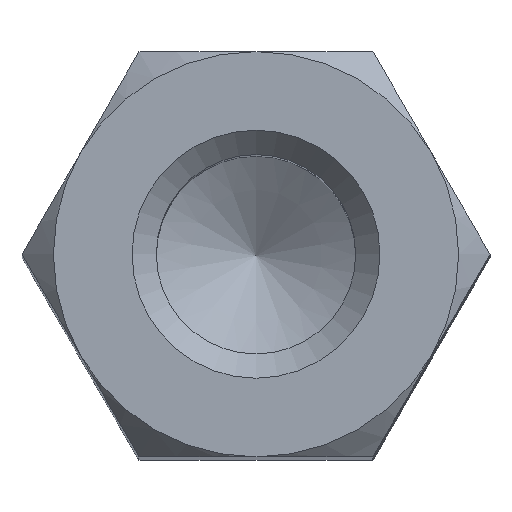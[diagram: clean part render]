
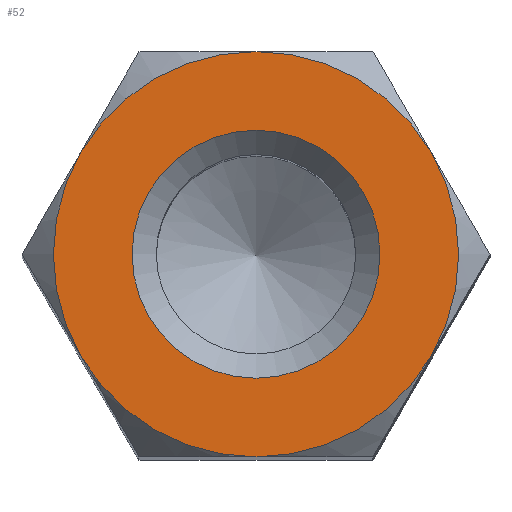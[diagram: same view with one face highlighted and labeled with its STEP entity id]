
A CAD part, top view. The second image highlights one B-rep face of the part: STEP entity #52.
In plain terms, the highlighted planar face has unit normal (0, 0, 1).
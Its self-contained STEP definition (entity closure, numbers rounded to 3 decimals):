
#52 = ADVANCED_FACE( '', ( #125, #126 ), #127, .T. );
#125 = FACE_BOUND( '', #226, .T. );
#126 = FACE_OUTER_BOUND( '', #227, .T. );
#127 = PLANE( '', #228 );
#226 = EDGE_LOOP( '', ( #321 ) );
#227 = EDGE_LOOP( '', ( #322, #323, #324, #325, #326, #327 ) );
#228 = AXIS2_PLACEMENT_3D( '', #328, #329, #330 );
#321 = ORIENTED_EDGE( '', *, *, #535, .T. );
#322 = ORIENTED_EDGE( '', *, *, #536, .F. );
#323 = ORIENTED_EDGE( '', *, *, #537, .F. );
#324 = ORIENTED_EDGE( '', *, *, #538, .F. );
#325 = ORIENTED_EDGE( '', *, *, #539, .T. );
#326 = ORIENTED_EDGE( '', *, *, #540, .F. );
#327 = ORIENTED_EDGE( '', *, *, #541, .F. );
#328 = CARTESIAN_POINT( '', ( 0., 0., 12.5 ) );
#329 = DIRECTION( '', ( 0., 0., 1. ) );
#330 = DIRECTION( '', ( 1., 0., 0. ) );
#535 = EDGE_CURVE( '', #615, #615, #616, .T. );
#536 = EDGE_CURVE( '', #617, #618, #619, .F. );
#537 = EDGE_CURVE( '', #620, #617, #621, .F. );
#538 = EDGE_CURVE( '', #622, #620, #623, .F. );
#539 = EDGE_CURVE( '', #622, #624, #625, .T. );
#540 = EDGE_CURVE( '', #626, #624, #627, .F. );
#541 = EDGE_CURVE( '', #618, #626, #628, .F. );
#615 = VERTEX_POINT( '', #725 );
#616 = CIRCLE( '', #726, 1.53 );
#617 = VERTEX_POINT( '', #727 );
#618 = VERTEX_POINT( '', #728 );
#619 = CIRCLE( '', #729, 2.5 );
#620 = VERTEX_POINT( '', #730 );
#621 = CIRCLE( '', #731, 2.5 );
#622 = VERTEX_POINT( '', #732 );
#623 = CIRCLE( '', #733, 2.5 );
#624 = VERTEX_POINT( '', #734 );
#625 = CIRCLE( '', #735, 2.5 );
#626 = VERTEX_POINT( '', #736 );
#627 = CIRCLE( '', #737, 2.5 );
#628 = CIRCLE( '', #738, 2.5 );
#725 = CARTESIAN_POINT( '', ( 0., 1.53, 12.5 ) );
#726 = AXIS2_PLACEMENT_3D( '', #984, #985, #986 );
#727 = CARTESIAN_POINT( '', ( 2.165, -1.25, 12.5 ) );
#728 = CARTESIAN_POINT( '', ( 0., -2.5, 12.5 ) );
#729 = AXIS2_PLACEMENT_3D( '', #987, #988, #989 );
#730 = CARTESIAN_POINT( '', ( 2.165, 1.25, 12.5 ) );
#731 = AXIS2_PLACEMENT_3D( '', #990, #991, #992 );
#732 = CARTESIAN_POINT( '', ( 0., 2.5, 12.5 ) );
#733 = AXIS2_PLACEMENT_3D( '', #993, #994, #995 );
#734 = CARTESIAN_POINT( '', ( -2.165, 1.25, 12.5 ) );
#735 = AXIS2_PLACEMENT_3D( '', #996, #997, #998 );
#736 = CARTESIAN_POINT( '', ( -2.165, -1.25, 12.5 ) );
#737 = AXIS2_PLACEMENT_3D( '', #999, #1000, #1001 );
#738 = AXIS2_PLACEMENT_3D( '', #1002, #1003, #1004 );
#984 = CARTESIAN_POINT( '', ( 0., 0., 12.5 ) );
#985 = DIRECTION( '', ( 0., 0., -1. ) );
#986 = DIRECTION( '', ( 0., 1., 0. ) );
#987 = CARTESIAN_POINT( '', ( 0., 0., 12.5 ) );
#988 = DIRECTION( '', ( 0., 0., 1. ) );
#989 = DIRECTION( '', ( 1., 0., 0. ) );
#990 = CARTESIAN_POINT( '', ( 0., 0., 12.5 ) );
#991 = DIRECTION( '', ( 0., 0., 1. ) );
#992 = DIRECTION( '', ( 1., 0., 0. ) );
#993 = CARTESIAN_POINT( '', ( 0., 0., 12.5 ) );
#994 = DIRECTION( '', ( 0., 0., 1. ) );
#995 = DIRECTION( '', ( 1., 0., 0. ) );
#996 = CARTESIAN_POINT( '', ( 0., 0., 12.5 ) );
#997 = DIRECTION( '', ( 0., 0., 1. ) );
#998 = DIRECTION( '', ( 1., 0., 0. ) );
#999 = CARTESIAN_POINT( '', ( 0., 0., 12.5 ) );
#1000 = DIRECTION( '', ( 0., 0., 1. ) );
#1001 = DIRECTION( '', ( 1., 0., 0. ) );
#1002 = CARTESIAN_POINT( '', ( 0., 0., 12.5 ) );
#1003 = DIRECTION( '', ( 0., 0., 1. ) );
#1004 = DIRECTION( '', ( 1., 0., 0. ) );
